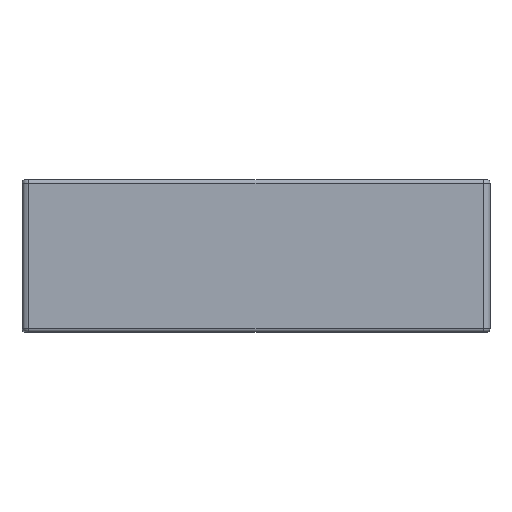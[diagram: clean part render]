
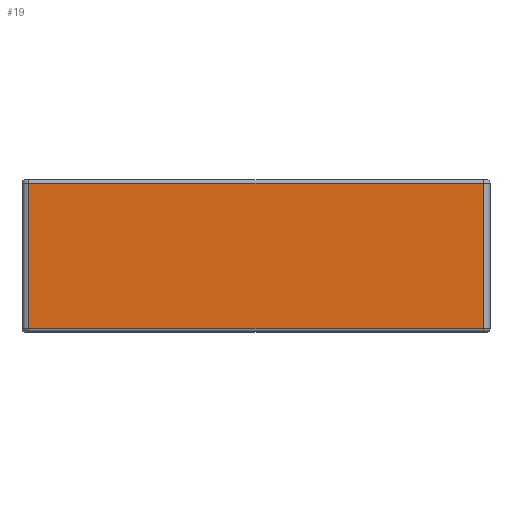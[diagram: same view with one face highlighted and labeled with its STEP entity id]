
A CAD part, top view. The second image highlights one B-rep face of the part: STEP entity #19.
In plain terms, the highlighted planar face has unit normal (0, 0, 1).
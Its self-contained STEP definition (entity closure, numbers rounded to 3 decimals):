
#19 = ADVANCED_FACE ( 'NONE', ( #731 ), #1210, .F. ) ;
#51 = EDGE_CURVE ( 'NONE', #720, #799, #779, .T. ) ;
#96 = CARTESIAN_POINT ( 'NONE',  ( 67., 22., 8. ) ) ;
#97 = DIRECTION ( 'NONE',  ( 0., 1., 0. ) ) ;
#98 = CARTESIAN_POINT ( 'NONE',  ( -64., 21., 8. ) ) ;
#99 = DIRECTION ( 'NONE',  ( -1., 0., 0. ) ) ;
#100 = CARTESIAN_POINT ( 'NONE',  ( -64., -22., 8. ) ) ;
#102 = DIRECTION ( 'NONE',  ( 0., -1., 0. ) ) ;
#121 = AXIS2_PLACEMENT_3D ( 'NONE', #1205, #1213, #1214 ) ;
#217 = CARTESIAN_POINT ( 'NONE',  ( 67., -21., 8. ) ) ;
#218 = DIRECTION ( 'NONE',  ( 1., 0., 0. ) ) ;
#333 = CARTESIAN_POINT ( 'NONE',  ( 67., 21., 8. ) ) ;
#349 = CARTESIAN_POINT ( 'NONE',  ( -64., -21., 8. ) ) ;
#532 = EDGE_LOOP ( 'NONE', ( #934, #954, #961, #935 ) ) ;
#710 = VERTEX_POINT ( 'NONE', #333 ) ;
#720 = VERTEX_POINT ( 'NONE', #349 ) ;
#731 = FACE_OUTER_BOUND ( 'NONE', #532, .T. ) ;
#779 = LINE ( 'NONE', #217, #781 ) ;
#781 = VECTOR ( 'NONE', #218, 1000. ) ;
#799 = VERTEX_POINT ( 'NONE', #1060 ) ;
#803 = VERTEX_POINT ( 'NONE', #1063 ) ;
#934 = ORIENTED_EDGE ( 'NONE', *, *, #991, .T. ) ;
#935 = ORIENTED_EDGE ( 'NONE', *, *, #51, .T. ) ;
#954 = ORIENTED_EDGE ( 'NONE', *, *, #992, .T. ) ;
#961 = ORIENTED_EDGE ( 'NONE', *, *, #993, .T. ) ;
#991 = EDGE_CURVE ( 'NONE', #799, #710, #1307, .T. ) ;
#992 = EDGE_CURVE ( 'NONE', #710, #803, #1309, .T. ) ;
#993 = EDGE_CURVE ( 'NONE', #803, #720, #1311, .T. ) ;
#1060 = CARTESIAN_POINT ( 'NONE',  ( 67., -21., 8. ) ) ;
#1063 = CARTESIAN_POINT ( 'NONE',  ( -64., 21., 8. ) ) ;
#1205 = CARTESIAN_POINT ( 'NONE',  ( 0., 0., 8. ) ) ;
#1210 = PLANE ( 'NONE',  #121 ) ;
#1213 = DIRECTION ( 'NONE',  ( 0., 0., -1. ) ) ;
#1214 = DIRECTION ( 'NONE',  ( -1., 0., 0. ) ) ;
#1307 = LINE ( 'NONE', #96, #1310 ) ;
#1309 = LINE ( 'NONE', #98, #1312 ) ;
#1310 = VECTOR ( 'NONE', #97, 1000. ) ;
#1311 = LINE ( 'NONE', #100, #1313 ) ;
#1312 = VECTOR ( 'NONE', #99, 1000. ) ;
#1313 = VECTOR ( 'NONE', #102, 1000. ) ;
